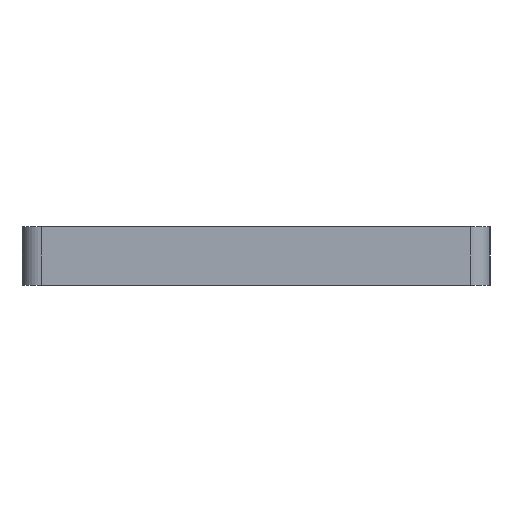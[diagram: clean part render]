
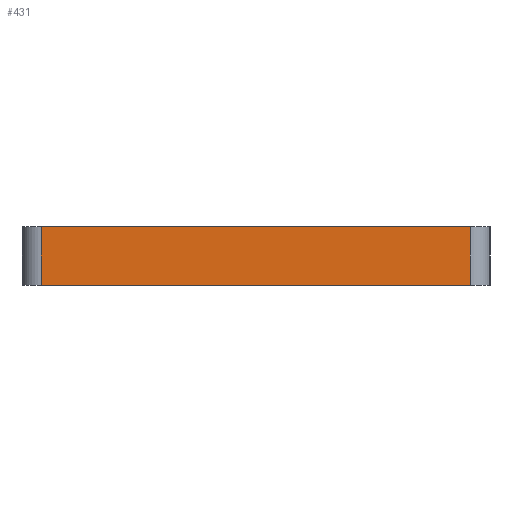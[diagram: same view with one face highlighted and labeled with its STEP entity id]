
A CAD part, left-side view. The second image highlights one B-rep face of the part: STEP entity #431.
In plain terms, the highlighted planar face has unit normal (-1, 0, 0).
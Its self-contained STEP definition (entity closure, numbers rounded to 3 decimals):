
#431=ADVANCED_FACE('',(#855),#857,.T.);
#855=FACE_BOUND('',#856,.T.);
#856=EDGE_LOOP('',(#1077,#1078,#1079,#1080));
#857=PLANE('',#858);
#858=AXIS2_PLACEMENT_3D('',#859,#860,#861);
#859=CARTESIAN_POINT('',(-88.,-1.,0.));
#860=DIRECTION('',(-1.,0.,0.));
#861=DIRECTION('',(0.,-1.,0.));
#1077=ORIENTED_EDGE('',*,*,#1091,.T.);
#1078=ORIENTED_EDGE('',*,*,#1191,.T.);
#1079=ORIENTED_EDGE('',*,*,#1128,.F.);
#1080=ORIENTED_EDGE('',*,*,#1192,.F.);
#1091=EDGE_CURVE('',#1206,#1204,#1207,.T.);
#1128=EDGE_CURVE('',#1278,#1280,#1281,.T.);
#1191=EDGE_CURVE('',#1204,#1280,#1383,.T.);
#1192=EDGE_CURVE('',#1206,#1278,#1384,.T.);
#1204=VERTEX_POINT('',#1408);
#1206=VERTEX_POINT('',#1413);
#1207=LINE('',#1414,#1415);
#1278=VERTEX_POINT('',#1584);
#1280=VERTEX_POINT('',#1589);
#1281=LINE('',#1590,#1591);
#1383=LINE('',#1847,#1848);
#1384=LINE('',#1850,#1851);
#1408=CARTESIAN_POINT('',(-88.,-23.,0.));
#1413=CARTESIAN_POINT('',(-88.,-1.,0.));
#1414=CARTESIAN_POINT('',(-88.,-1.,0.));
#1415=VECTOR('',#1416,1.);
#1416=DIRECTION('',(0.,-1.,0.));
#1584=CARTESIAN_POINT('',(-88.,-1.,3.));
#1589=CARTESIAN_POINT('',(-88.,-23.,3.));
#1590=CARTESIAN_POINT('',(-88.,-1.,3.));
#1591=VECTOR('',#1592,1.);
#1592=DIRECTION('',(0.,-1.,0.));
#1847=CARTESIAN_POINT('',(-88.,-23.,0.));
#1848=VECTOR('',#1849,1.);
#1849=DIRECTION('',(0.,0.,1.));
#1850=CARTESIAN_POINT('',(-88.,-1.,0.));
#1851=VECTOR('',#1852,1.);
#1852=DIRECTION('',(0.,0.,1.));
